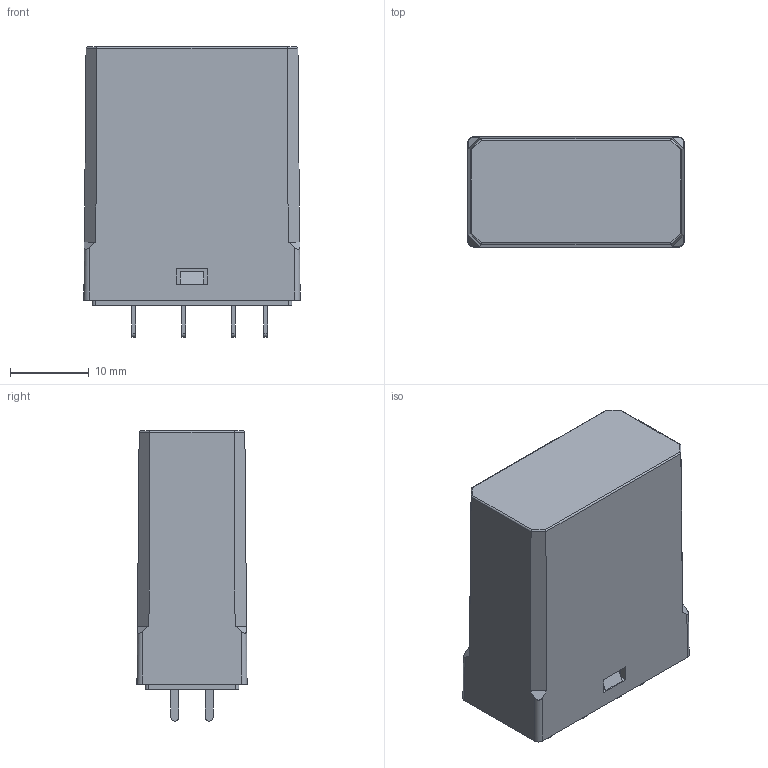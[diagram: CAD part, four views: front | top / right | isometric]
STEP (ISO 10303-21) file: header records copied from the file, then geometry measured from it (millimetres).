
FILE_DESCRIPTION (( 'STEP AP214' ), '1' );
FILE_NAME ('R2M do do obwodów drukowanych.STEP', '2014-09-29T07:35:01', ( '' ), ( '' ), 'SwSTEP 2.0', 'SolidWorks 2012', '' );
FILE_SCHEMA (( 'AUTOMOTIVE_DESIGN' ));
Length unit declared in the file: millimetre
Products named in the file (1): R2M do do obwodów drukowanych
Bounding box: 27.5 x 14 x 36.9 mm (x, y, z)
Volume: 12101.4 mm3; surface area: 3544.1 mm2
Topology: 1 solids, 1 shells, 104 faces, 262 edges, 172 vertices
Faces by surface type: plane 80, cylinder 24
Entity records: 3452 total; most frequent: CARTESIAN_POINT 587, ORIENTED_EDGE 524, DIRECTION 480, EDGE_CURVE 262, VECTOR 222, LINE 222, VERTEX_POINT 172, AXIS2_PLACEMENT_3D 129
